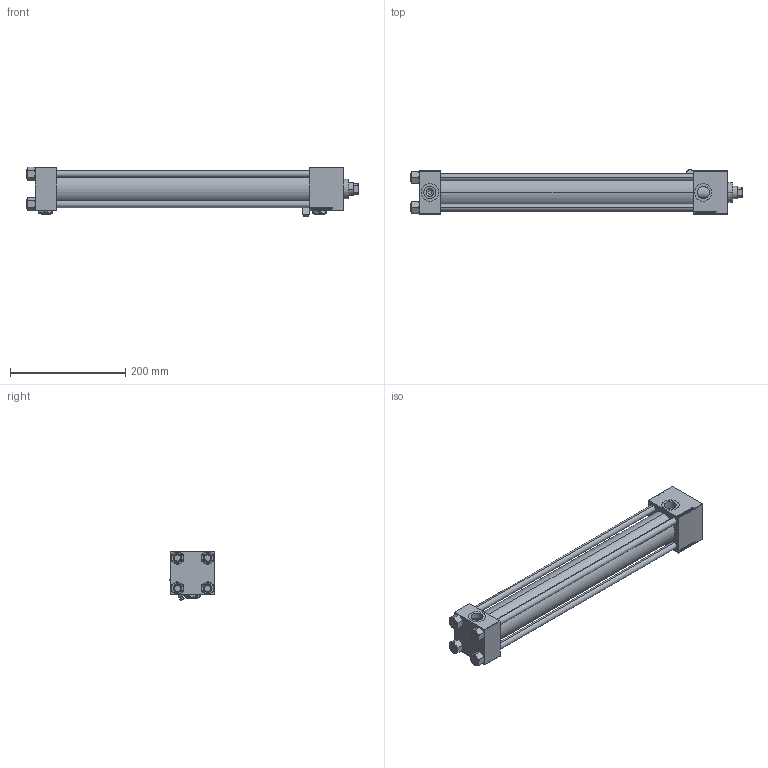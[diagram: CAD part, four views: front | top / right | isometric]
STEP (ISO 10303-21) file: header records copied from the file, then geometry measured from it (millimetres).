
FILE_DESCRIPTION (( 'STEP AP203' ), '1' );
FILE_NAME ('d8da.STEP', '2024-11-07T08:02:01', ( '' ), ( '' ), 'SwSTEP 2.0', 'SolidWorks 2019', '' );
FILE_SCHEMA (( 'CONFIG_CONTROL_DESIGN' ));
Length unit declared in the file: millimetre
Products named in the file (8): NUT_M5_C e049baf8c89be40b5a34306bdf882e1e; V215CR_C_TYCINKA e049baf8c89be40b5a34306bdf882e1e; Zatka_pro_OIL_PORT e049baf8c89be40b5a34306bdf882e1e; MSRF_MSRG1 e049baf8c89be40b5a34306bdf882e1e; V215CR_C_Body e049baf8c89be40b5a34306bdf882e1e; d8da; V215CR_VCP_C e049baf8c89be40b5a34306bdf882e1e; V215_VC_A e049baf8c89be40b5a34306bdf882e1e
Assembly tree (14 placements, depth 2):
  d8da
    V215CR_C_Body e049baf8c89be40b5a34306bdf882e1e
    V215CR_VCP_C e049baf8c89be40b5a34306bdf882e1e
    NUT_M5_C e049baf8c89be40b5a34306bdf882e1e  x4
    V215CR_C_TYCINKA e049baf8c89be40b5a34306bdf882e1e  x4
    V215_VC_A e049baf8c89be40b5a34306bdf882e1e
    MSRF_MSRG1 e049baf8c89be40b5a34306bdf882e1e
    Zatka_pro_OIL_PORT e049baf8c89be40b5a34306bdf882e1e  x2
Bounding box: 575 x 76.88 x 85.66 mm (x, y, z)
Volume: 1161699.2 mm3; surface area: 364119.2 mm2
Topology: 14 solids, 14 shells, 1281 faces, 3179 edges, 2051 vertices
Faces by surface type: plane 591, bspline 392, cone 178, cylinder 112, torus 8
Entity records: 53269 total; most frequent: CARTESIAN_POINT 27943, ORIENTED_EDGE 5658, DIRECTION 3697, EDGE_CURVE 2829, VERTEX_POINT 1849, LINE 1687, VECTOR 1687, EDGE_LOOP 1258
